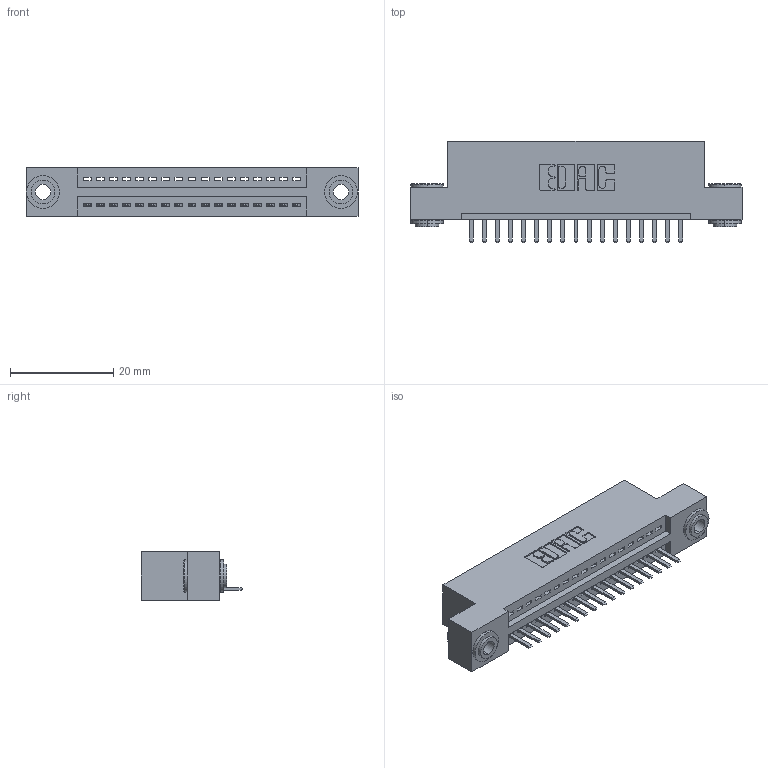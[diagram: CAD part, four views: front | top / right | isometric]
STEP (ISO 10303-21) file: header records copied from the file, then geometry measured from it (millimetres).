
FILE_DESCRIPTION (( 'STEP AP203' ), '1' );
FILE_NAME ('345-017-520-103.STEP', '2018-08-19T02:35:14', ( '' ), ( '' ), 'SwSTEP 2.0', 'SolidWorks 2016', '' );
FILE_SCHEMA (( 'CONFIG_CONTROL_DESIGN' ));
Length unit declared in the file: inch
Products named in the file (4): 345 Part_Flush Mounting Lugs - 0.156 Dia-TH; 345-292-001_345-293-120; 345-250-002_345-250-002-102; 345-017-520-103
Assembly tree (20 placements, depth 2):
  345-017-520-103
    345 Part_Flush Mounting Lugs - 0.156 Dia-TH
    345-292-001_345-293-120  x17
    345-250-002_345-250-002-102  x2
Bounding box: 64.39 x 19.68 x 9.4 mm (x, y, z)
Volume: 5881.4 mm3; surface area: 7530.6 mm2
Topology: 20 solids, 20 shells, 1218 faces, 3545 edges, 2314 vertices
Faces by surface type: plane 804, cylinder 406, cone 8
Entity records: 16924 total; most frequent: CARTESIAN_POINT 2922, ORIENTED_EDGE 2854, DIRECTION 2607, EDGE_CURVE 1427, VECTOR 1199, LINE 1199, VERTEX_POINT 946, AXIS2_PLACEMENT_3D 704
